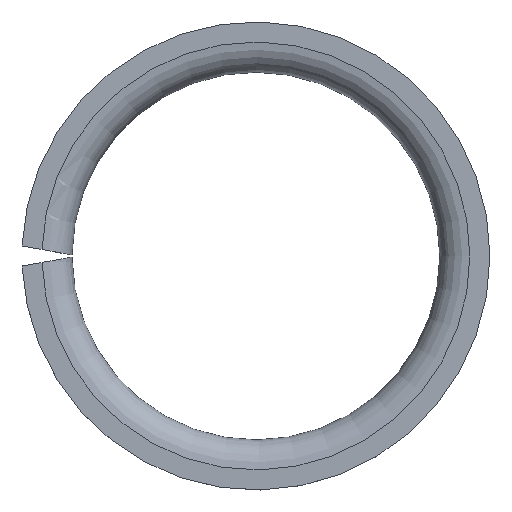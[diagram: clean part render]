
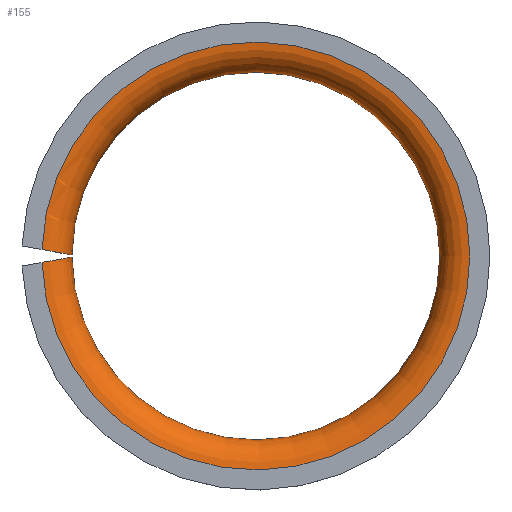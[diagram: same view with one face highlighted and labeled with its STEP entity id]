
A CAD part, top view. The second image highlights one B-rep face of the part: STEP entity #155.
In plain terms, the highlighted toroidal (fillet/blend) face has major radius 32 mm and minor radius 4.5 mm.
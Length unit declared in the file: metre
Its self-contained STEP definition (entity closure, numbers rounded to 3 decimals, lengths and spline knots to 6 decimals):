
#155=ADVANCED_FACE('',(#171),#172,.T.);
#171=FACE_OUTER_BOUND('',#196,.T.);
#172=TOROIDAL_SURFACE('',#197,0.032,0.0045);
#196=EDGE_LOOP('',(#236,#237,#238,#239));
#197=AXIS2_PLACEMENT_3D('',#240,#241,#242);
#236=ORIENTED_EDGE('',*,*,#325,.T.);
#237=ORIENTED_EDGE('',*,*,#326,.T.);
#238=ORIENTED_EDGE('',*,*,#327,.F.);
#239=ORIENTED_EDGE('',*,*,#312,.F.);
#240=CARTESIAN_POINT('',(0.0,0.0,0.0105));
#241=DIRECTION('',(0.0,0.,-1.0));
#242=DIRECTION('',(0.0,1.0,0.));
#312=EDGE_CURVE('',#342,#343,#344,.T.);
#325=EDGE_CURVE('',#342,#367,#368,.T.);
#326=EDGE_CURVE('',#367,#369,#370,.T.);
#327=EDGE_CURVE('',#343,#369,#371,.T.);
#342=VERTEX_POINT('',#392);
#343=VERTEX_POINT('',#393);
#344=B_SPLINE_CURVE_WITH_KNOTS('',3,(#394,#395,#396,#397,#398,#399,#400,#401,#402,#403,#404,#405,#406,#407,#408,#409,#410,#411),.UNSPECIFIED.,.F.,.F.,(4,2,2,2,2,2,2,2,4),(0.,0.000884,0.001768,0.002652,0.003536,0.00442,0.005304,0.006188,0.007072),.UNSPECIFIED.);
#367=VERTEX_POINT('',#464);
#368=CIRCLE('',#465,0.0275);
#369=VERTEX_POINT('',#466);
#370=B_SPLINE_CURVE_WITH_KNOTS('',3,(#467,#468,#469,#470,#471,#472,#473,#474,#475,#476,#477,#478,#479,#480,#481,#482,#483,#484),.UNSPECIFIED.,.F.,.F.,(4,2,2,2,2,2,2,2,4),(0.,0.000884,0.001768,0.002652,0.003536,0.00442,0.005304,0.006188,0.007072),.UNSPECIFIED.);
#371=CIRCLE('',#485,0.032);
#392=CARTESIAN_POINT('',(0.027499,-0.000176,0.0105));
#393=CARTESIAN_POINT('',(0.031985,-0.000967,0.015));
#394=CARTESIAN_POINT('',(0.027499,-0.000176,0.0105));
#395=CARTESIAN_POINT('',(0.027499,-0.000176,0.010799));
#396=CARTESIAN_POINT('',(0.027529,-0.000181,0.011093));
#397=CARTESIAN_POINT('',(0.027644,-0.000202,0.011671));
#398=CARTESIAN_POINT('',(0.027732,-0.000217,0.011958));
#399=CARTESIAN_POINT('',(0.027959,-0.000257,0.012504));
#400=CARTESIAN_POINT('',(0.028098,-0.000282,0.012763));
#401=CARTESIAN_POINT('',(0.028425,-0.00034,0.013252));
#402=CARTESIAN_POINT('',(0.028616,-0.000373,0.013483));
#403=CARTESIAN_POINT('',(0.02903,-0.000446,0.013896));
#404=CARTESIAN_POINT('',(0.029256,-0.000486,0.014082));
#405=CARTESIAN_POINT('',(0.029747,-0.000572,0.01441));
#406=CARTESIAN_POINT('',(0.030006,-0.000618,0.014548));
#407=CARTESIAN_POINT('',(0.030543,-0.000713,0.01477));
#408=CARTESIAN_POINT('',(0.030825,-0.000763,0.014856));
#409=CARTESIAN_POINT('',(0.0314,-0.000864,0.014971));
#410=CARTESIAN_POINT('',(0.031691,-0.000915,0.015));
#411=CARTESIAN_POINT('',(0.031985,-0.000967,0.015));
#464=CARTESIAN_POINT('',(0.027499,0.000176,0.0105));
#465=AXIS2_PLACEMENT_3D('',#542,#543,#544);
#466=CARTESIAN_POINT('',(0.031985,0.000967,0.015));
#467=CARTESIAN_POINT('',(0.027499,0.000176,0.0105));
#468=CARTESIAN_POINT('',(0.027499,0.000176,0.010799));
#469=CARTESIAN_POINT('',(0.027529,0.000181,0.011093));
#470=CARTESIAN_POINT('',(0.027644,0.000202,0.011671));
#471=CARTESIAN_POINT('',(0.027732,0.000217,0.011958));
#472=CARTESIAN_POINT('',(0.027959,0.000257,0.012504));
#473=CARTESIAN_POINT('',(0.028098,0.000282,0.012763));
#474=CARTESIAN_POINT('',(0.028425,0.00034,0.013252));
#475=CARTESIAN_POINT('',(0.028616,0.000373,0.013483));
#476=CARTESIAN_POINT('',(0.02903,0.000446,0.013896));
#477=CARTESIAN_POINT('',(0.029256,0.000486,0.014082));
#478=CARTESIAN_POINT('',(0.029747,0.000572,0.01441));
#479=CARTESIAN_POINT('',(0.030006,0.000618,0.014548));
#480=CARTESIAN_POINT('',(0.030543,0.000713,0.01477));
#481=CARTESIAN_POINT('',(0.030825,0.000763,0.014856));
#482=CARTESIAN_POINT('',(0.0314,0.000864,0.014971));
#483=CARTESIAN_POINT('',(0.031691,0.000915,0.015));
#484=CARTESIAN_POINT('',(0.031985,0.000967,0.015));
#485=AXIS2_PLACEMENT_3D('',#545,#546,#547);
#542=CARTESIAN_POINT('',(0.0,0.0,0.0105));
#543=DIRECTION('',(0.0,0.,-1.0));
#544=DIRECTION('',(0.0,1.0,0.));
#545=CARTESIAN_POINT('',(0.0,0.0,0.015));
#546=DIRECTION('',(0.0,0.,-1.0));
#547=DIRECTION('',(0.0,1.0,0.));
